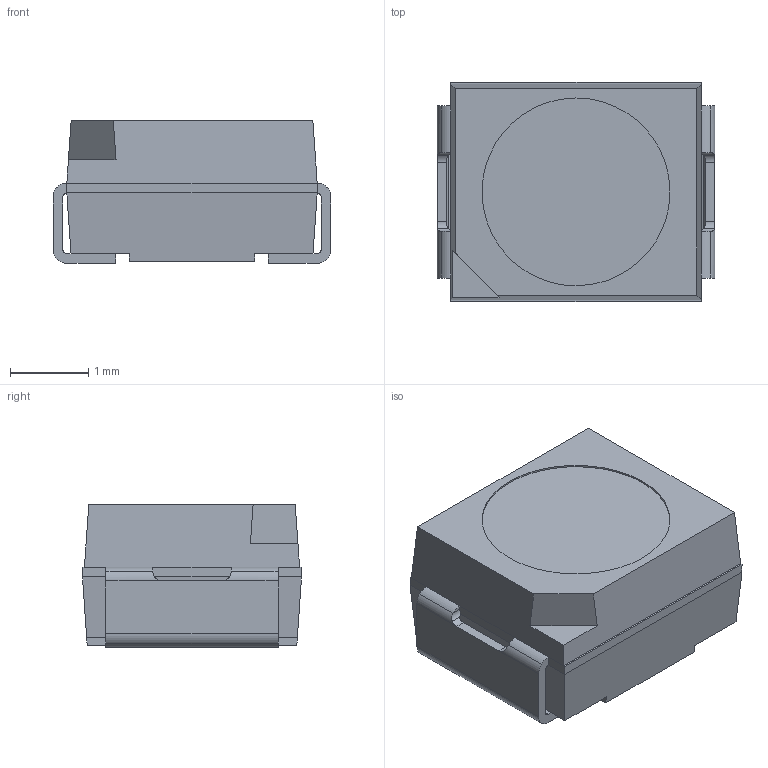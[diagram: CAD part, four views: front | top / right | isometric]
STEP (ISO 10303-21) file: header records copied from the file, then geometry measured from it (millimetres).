
FILE_DESCRIPTION (( 'STEP AP203' ), '1' );
FILE_NAME ('LW_T6SG_100209_geometry.STEP', '2009-02-10T22:05:38', ( 'Standard Client V2.0.0' ), ( 'OSRAM Opto Semiconductors' ), 'SwSTEP 2.0', 'SolidWorks 2007', '' );
FILE_SCHEMA (( 'CONFIG_CONTROL_DESIGN' ));
Length unit declared in the file: millimetre
Products named in the file (1): LW_T6SG_100209_geometry
Bounding box: 3.55 x 2.8 x 1.82 mm (x, y, z)
Volume: 15.7 mm3; surface area: 47.8 mm2
Topology: 1 solids, 1 shells, 85 faces, 227 edges, 138 vertices
Faces by surface type: plane 48, cylinder 35, bspline 2
Entity records: 3068 total; most frequent: CARTESIAN_POINT 897, ORIENTED_EDGE 454, DIRECTION 417, EDGE_CURVE 227, VECTOR 149, LINE 149, VERTEX_POINT 138, AXIS2_PLACEMENT_3D 134
